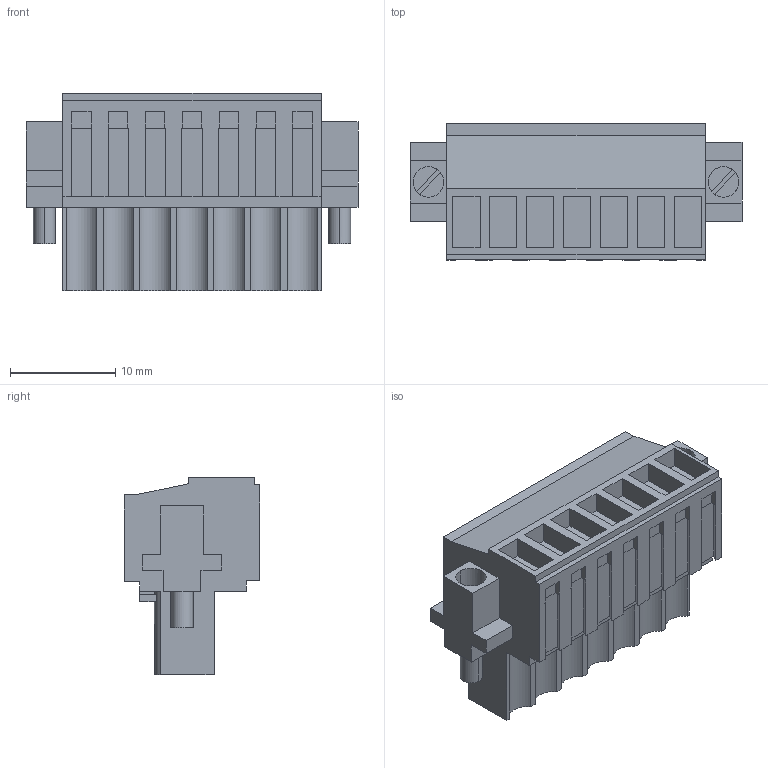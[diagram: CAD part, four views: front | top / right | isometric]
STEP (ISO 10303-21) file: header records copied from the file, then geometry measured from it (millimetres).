
FILE_DESCRIPTION(('CATIA V5R24 STEP','CAx-IF Rec.Pracs.--- Model Styling and Organization---1.2---2011-12-15'),'2;1');
FILE_NAME ('D1453268_0_1606690000_1606690000.stp','2017-05-09T12:51:22+00:00',('none'),('Weidmueller'),'CATIA Version 5-6 Release 2014 SP4 HF52','CATIA V5 STEP AP214','none');
FILE_SCHEMA(('AUTOMOTIVE_DESIGN { 1 0 10303 214 1 1 1 1 }'));
Length unit declared in the file: millimetre
Products named in the file (1): 1606690000
Bounding box: 31.5 x 12.9 x 18.7 mm (x, y, z)
Volume: 3845.8 mm3; surface area: 3447.6 mm2
Topology: 10 solids, 10 shells, 491 faces, 1359 edges, 922 vertices
Faces by surface type: plane 429, cylinder 62
Entity records: 15296 total; most frequent: CARTESIAN_POINT 2837, ORIENTED_EDGE 2718, DIRECTION 2035, EDGE_CURVE 1359, VECTOR 1153, LINE 1153, VERTEX_POINT 922, AXIS2_PLACEMENT_3D 533
